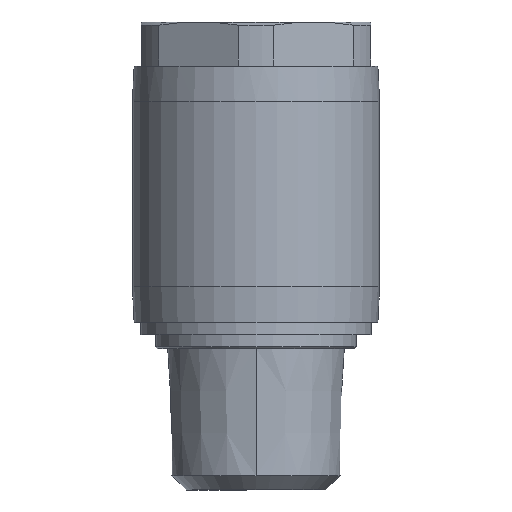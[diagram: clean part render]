
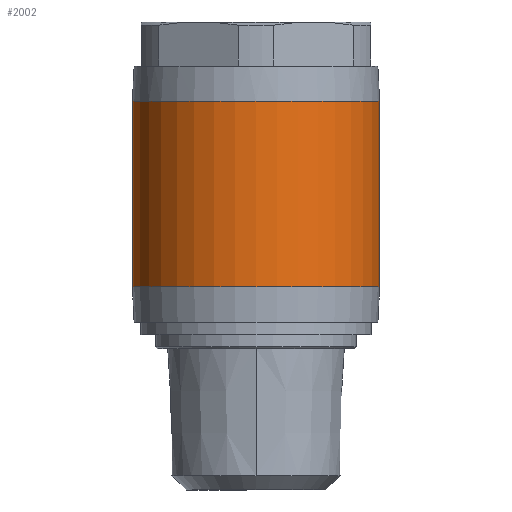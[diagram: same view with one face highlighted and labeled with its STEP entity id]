
A CAD part, left-side view. The second image highlights one B-rep face of the part: STEP entity #2002.
In plain terms, the highlighted cylindrical face has radius 7 mm (diameter 14 mm), a partial arc.
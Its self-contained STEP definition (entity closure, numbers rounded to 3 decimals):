
#240 = CARTESIAN_POINT ( 'NONE',  ( -0.5, 0., -5.25 ) ) ;
#442 = VERTEX_POINT ( 'NONE', #7569 ) ;
#555 = CARTESIAN_POINT ( 'NONE',  ( -0.5, 7., 0. ) ) ;
#585 = VECTOR ( 'NONE', #9417, 1000. ) ;
#726 = EDGE_CURVE ( 'NONE', #11068, #442, #8568, .T. ) ;
#777 = EDGE_CURVE ( 'NONE', #8046, #1562, #1638, .T. ) ;
#985 = LINE ( 'NONE', #555, #585 ) ;
#1035 = CARTESIAN_POINT ( 'NONE',  ( -0.5, 0., 5.25 ) ) ;
#1102 = DIRECTION ( 'NONE',  ( 0., 0., -1. ) ) ;
#1124 = AXIS2_PLACEMENT_3D ( 'NONE', #240, #9595, #4413 ) ;
#1562 = VERTEX_POINT ( 'NONE', #2425 ) ;
#1638 = CIRCLE ( 'NONE', #1124, 7. ) ;
#1793 = EDGE_CURVE ( 'NONE', #1562, #11068, #985, .T. ) ;
#2002 = ADVANCED_FACE ( 'NONE', ( #2724 ), #9391, .T. ) ;
#2425 = CARTESIAN_POINT ( 'NONE',  ( -0.5, 7., -5.25 ) ) ;
#2724 = FACE_OUTER_BOUND ( 'NONE', #6582, .T. ) ;
#3237 = CARTESIAN_POINT ( 'NONE',  ( -0.5, -7., 0. ) ) ;
#3807 = LINE ( 'NONE', #3237, #8559 ) ;
#4413 = DIRECTION ( 'NONE',  ( 0., -1., 0. ) ) ;
#4749 = AXIS2_PLACEMENT_3D ( 'NONE', #8806, #7065, #8697 ) ;
#4918 = ORIENTED_EDGE ( 'NONE', *, *, #726, .T. ) ;
#5637 = CARTESIAN_POINT ( 'NONE',  ( -0.5, 7., 5.25 ) ) ;
#6316 = ORIENTED_EDGE ( 'NONE', *, *, #6838, .F. ) ;
#6582 = EDGE_LOOP ( 'NONE', ( #9797, #10230, #4918, #6316 ) ) ;
#6838 = EDGE_CURVE ( 'NONE', #8046, #442, #3807, .T. ) ;
#7065 = DIRECTION ( 'NONE',  ( 0., 0., 1. ) ) ;
#7569 = CARTESIAN_POINT ( 'NONE',  ( -0.5, -7., 5.25 ) ) ;
#8046 = VERTEX_POINT ( 'NONE', #9082 ) ;
#8559 = VECTOR ( 'NONE', #10164, 1000. ) ;
#8568 = CIRCLE ( 'NONE', #9462, 7. ) ;
#8697 = DIRECTION ( 'NONE',  ( 0., -1., 0. ) ) ;
#8806 = CARTESIAN_POINT ( 'NONE',  ( -0.5, 0., 0. ) ) ;
#9082 = CARTESIAN_POINT ( 'NONE',  ( -0.5, -7., -5.25 ) ) ;
#9391 = CYLINDRICAL_SURFACE ( 'NONE', #4749, 7. ) ;
#9417 = DIRECTION ( 'NONE',  ( 0., 0., 1. ) ) ;
#9462 = AXIS2_PLACEMENT_3D ( 'NONE', #1035, #1102, #9625 ) ;
#9595 = DIRECTION ( 'NONE',  ( 0., 0., 1. ) ) ;
#9625 = DIRECTION ( 'NONE',  ( 0., -1., 0. ) ) ;
#9797 = ORIENTED_EDGE ( 'NONE', *, *, #777, .T. ) ;
#10164 = DIRECTION ( 'NONE',  ( 0., 0., 1. ) ) ;
#10230 = ORIENTED_EDGE ( 'NONE', *, *, #1793, .T. ) ;
#11068 = VERTEX_POINT ( 'NONE', #5637 ) ;
